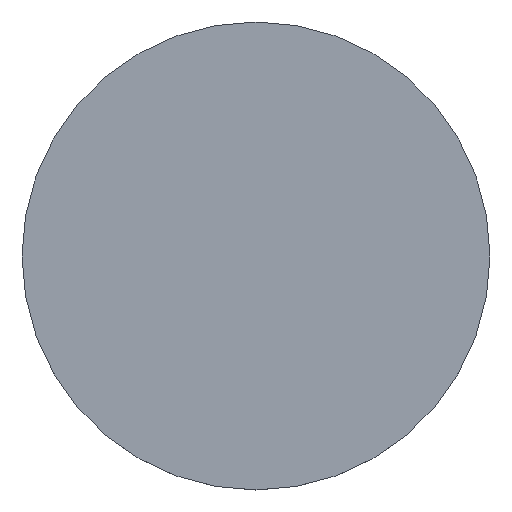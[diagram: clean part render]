
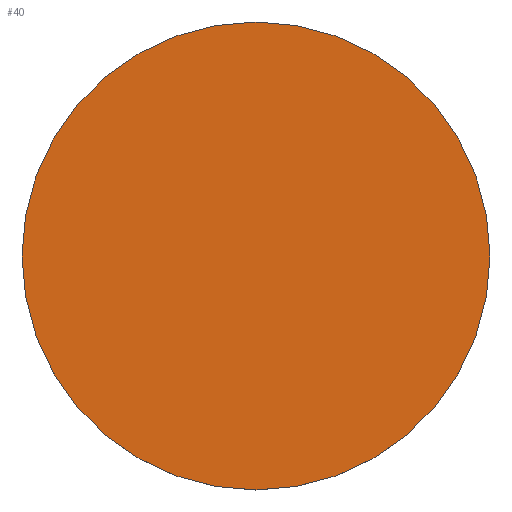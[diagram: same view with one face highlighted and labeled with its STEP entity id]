
A CAD part, top view. The second image highlights one B-rep face of the part: STEP entity #40.
In plain terms, the highlighted planar face has unit normal (0, 0, 1).
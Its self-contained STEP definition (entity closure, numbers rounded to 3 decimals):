
#15=PLANE('',#59);
#18=FACE_OUTER_BOUND('',#21,.T.);
#21=EDGE_LOOP('',(#36));
#25=CIRCLE('',#57,25.);
#27=VERTEX_POINT('',#76);
#29=EDGE_CURVE('',#27,#27,#25,.T.);
#36=ORIENTED_EDGE('',*,*,#29,.T.);
#40=ADVANCED_FACE('',(#18),#15,.T.);
#57=AXIS2_PLACEMENT_3D('',#77,#65,#66);
#59=AXIS2_PLACEMENT_3D('',#81,#70,#71);
#65=DIRECTION('center_axis',(0.,0.,1.));
#66=DIRECTION('ref_axis',(1.,0.,0.));
#70=DIRECTION('center_axis',(0.,0.,1.));
#71=DIRECTION('ref_axis',(1.,0.,0.));
#76=CARTESIAN_POINT('',(-25.,0.,1.5));
#77=CARTESIAN_POINT('Origin',(0.,0.,1.5));
#81=CARTESIAN_POINT('Origin',(0.,0.,1.5));
